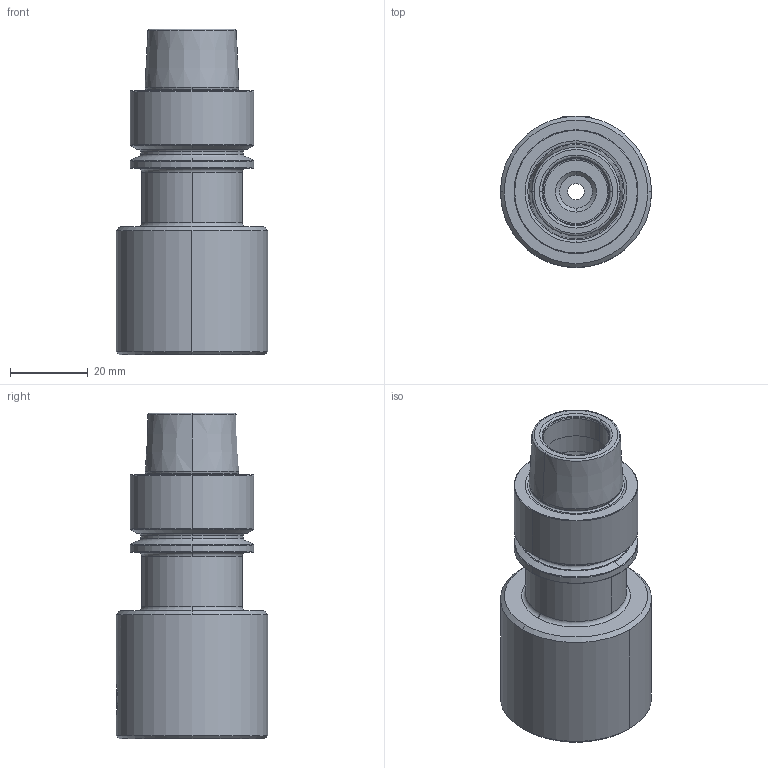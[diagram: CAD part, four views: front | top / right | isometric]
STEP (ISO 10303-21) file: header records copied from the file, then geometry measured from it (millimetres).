
FILE_DESCRIPTION(('no description'),'unknown implementation level');
FILE_NAME('DF37F0DC-D021-42BC-96F3-DE1D7DEAD413_export.stp',' ',('CIMSOURCE GmbH'),('CADClick - KiM GmbH - www.kimweb.de'),'unknown preprocess','ACIS','unknown authorization');
FILE_SCHEMA(('automotive_design'));
Length unit declared in the file: millimetre
Products named in the file (2): 328.218F Kaiser HSK-E32xCKB4x90|690.434 Kaiser ETL M8 X 11 CK4;Schnitt-Linear austragen2; 328.218F Kaiser HSK-E32xCKB4x90|328.218F Kaiser HSK-E32xCKB4x90;Schnitt-Rotation7
Bounding box: 39 x 39 x 83.9 mm (x, y, z)
Volume: 50118.5 mm3; surface area: 16129 mm2
Topology: 2 solids, 2 shells, 153 faces, 355 edges, 211 vertices
Faces by surface type: cone 56, cylinder 38, plane 33, torus 26
Entity records: 8601 total; most frequent: CARTESIAN_POINT 910, DIRECTION 849, STYLED_ITEM 719, PRESENTATION_STYLE_ASSIGNMENT 719, COLOUR_RGB 719, ORIENTED_EDGE 706, AXIS2_PLACEMENT_3D 358, EDGE_CURVE 353
